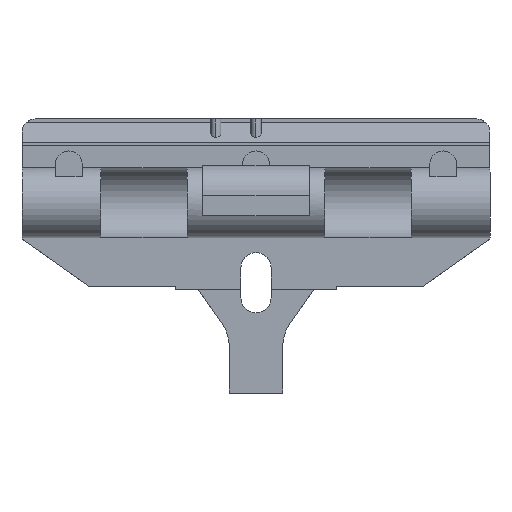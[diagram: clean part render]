
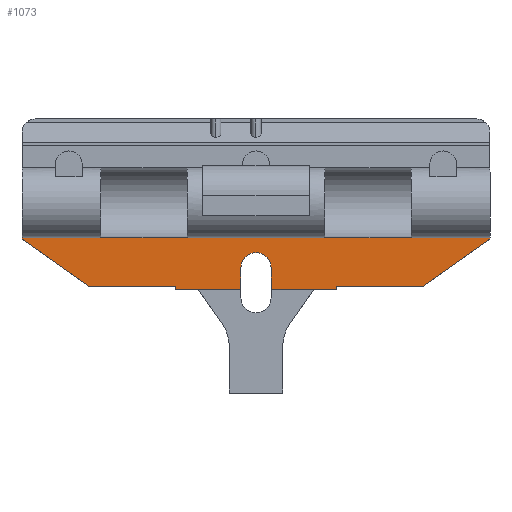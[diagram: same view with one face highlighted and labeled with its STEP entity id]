
A CAD part, top view. The second image highlights one B-rep face of the part: STEP entity #1073.
In plain terms, the highlighted planar face has unit normal (0, 0, 1).
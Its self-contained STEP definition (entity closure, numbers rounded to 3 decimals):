
#8 = CARTESIAN_POINT ( 'NONE',  ( 0., 0., 6. ) ) ;
#41 = LINE ( 'NONE', #289, #928 ) ;
#48 = EDGE_LOOP ( 'NONE', ( #1709, #2040, #2581, #2644, #1126, #991, #1383, #304, #1266, #2303, #1199, #2007, #336, #2458, #2775, #2123, #735, #2617 ) ) ;
#70 = EDGE_CURVE ( 'NONE', #2345, #1376, #1182, .T. ) ;
#94 = DIRECTION ( 'NONE',  ( 1., 0., 0. ) ) ;
#101 = VECTOR ( 'NONE', #2586, 1000. ) ;
#111 = VERTEX_POINT ( 'NONE', #332 ) ;
#129 = CARTESIAN_POINT ( 'NONE',  ( 12., -0.5, 6. ) ) ;
#144 = VECTOR ( 'NONE', #2285, 1000. ) ;
#156 = AXIS2_PLACEMENT_3D ( 'NONE', #886, #222, #712 ) ;
#201 = CARTESIAN_POINT ( 'NONE',  ( -10.25, 7.202, 6. ) ) ;
#218 = CARTESIAN_POINT ( 'NONE',  ( 12., -0.5, 6. ) ) ;
#221 = VECTOR ( 'NONE', #1222, 1000. ) ;
#222 = DIRECTION ( 'NONE',  ( 0., 0., 1. ) ) ;
#231 = VERTEX_POINT ( 'NONE', #201 ) ;
#265 = CARTESIAN_POINT ( 'NONE',  ( -35., 7.202, 6. ) ) ;
#267 = CARTESIAN_POINT ( 'NONE',  ( 2.25, 2.75, 6. ) ) ;
#285 = VERTEX_POINT ( 'NONE', #2148 ) ;
#289 = CARTESIAN_POINT ( 'NONE',  ( -53., 7.202, 6. ) ) ;
#304 = ORIENTED_EDGE ( 'NONE', *, *, #1789, .T. ) ;
#332 = CARTESIAN_POINT ( 'NONE',  ( 12., 0., 6. ) ) ;
#333 = CARTESIAN_POINT ( 'NONE',  ( 12., -0.5, 6. ) ) ;
#336 = ORIENTED_EDGE ( 'NONE', *, *, #2660, .F. ) ;
#369 = DIRECTION ( 'NONE',  ( -1., 0., 0. ) ) ;
#402 = EDGE_CURVE ( 'NONE', #285, #1365, #41, .T. ) ;
#427 = DIRECTION ( 'NONE',  ( -1., 0., 0. ) ) ;
#475 = CARTESIAN_POINT ( 'NONE',  ( -12., -0.5, 6. ) ) ;
#480 = FACE_OUTER_BOUND ( 'NONE', #48, .T. ) ;
#511 = CARTESIAN_POINT ( 'NONE',  ( 25., 0., 6. ) ) ;
#559 = VERTEX_POINT ( 'NONE', #581 ) ;
#577 = LINE ( 'NONE', #1017, #1749 ) ;
#581 = CARTESIAN_POINT ( 'NONE',  ( -23.25, 7.202, 6. ) ) ;
#589 = CARTESIAN_POINT ( 'NONE',  ( -35., 25., 6. ) ) ;
#622 = CARTESIAN_POINT ( 'NONE',  ( 2.25, -0.5, 6. ) ) ;
#632 = LINE ( 'NONE', #2126, #221 ) ;
#643 = CARTESIAN_POINT ( 'NONE',  ( -53., 7.202, 6. ) ) ;
#651 = LINE ( 'NONE', #2741, #1962 ) ;
#695 = VECTOR ( 'NONE', #2005, 1000. ) ;
#712 = DIRECTION ( 'NONE',  ( 1., 0., 0. ) ) ;
#735 = ORIENTED_EDGE ( 'NONE', *, *, #1771, .F. ) ;
#736 = CARTESIAN_POINT ( 'NONE',  ( -25., 0., 6. ) ) ;
#768 = VERTEX_POINT ( 'NONE', #475 ) ;
#798 = EDGE_CURVE ( 'NONE', #869, #1232, #1729, .T. ) ;
#801 = LINE ( 'NONE', #1860, #2459 ) ;
#825 = CARTESIAN_POINT ( 'NONE',  ( -53., 7.202, 6. ) ) ;
#843 = VERTEX_POINT ( 'NONE', #267 ) ;
#862 = CARTESIAN_POINT ( 'NONE',  ( 12., -0.5, 6. ) ) ;
#864 = EDGE_CURVE ( 'NONE', #2175, #1083, #1800, .T. ) ;
#869 = VERTEX_POINT ( 'NONE', #1033 ) ;
#880 = VECTOR ( 'NONE', #1435, 1000. ) ;
#886 = CARTESIAN_POINT ( 'NONE',  ( 0., 2.75, 6. ) ) ;
#901 = CARTESIAN_POINT ( 'NONE',  ( 10.25, 7.202, 6. ) ) ;
#922 = DIRECTION ( 'NONE',  ( 1., 0., 0. ) ) ;
#928 = VECTOR ( 'NONE', #1998, 1000. ) ;
#947 = LINE ( 'NONE', #862, #2364 ) ;
#991 = ORIENTED_EDGE ( 'NONE', *, *, #1411, .T. ) ;
#1017 = CARTESIAN_POINT ( 'NONE',  ( -12., -0.5, 6. ) ) ;
#1033 = CARTESIAN_POINT ( 'NONE',  ( -35., 7.002, 6. ) ) ;
#1036 = LINE ( 'NONE', #1695, #2136 ) ;
#1041 = DIRECTION ( 'NONE',  ( 0., 1., 0. ) ) ;
#1043 = VERTEX_POINT ( 'NONE', #1307 ) ;
#1073 = ADVANCED_FACE ( 'NONE', ( #480 ), #2603, .T. ) ;
#1083 = VERTEX_POINT ( 'NONE', #1759 ) ;
#1126 = ORIENTED_EDGE ( 'NONE', *, *, #2447, .T. ) ;
#1127 = DIRECTION ( 'NONE',  ( -1., 0., 0. ) ) ;
#1182 = LINE ( 'NONE', #129, #1384 ) ;
#1190 = CARTESIAN_POINT ( 'NONE',  ( -25., 0., 6. ) ) ;
#1199 = ORIENTED_EDGE ( 'NONE', *, *, #1938, .T. ) ;
#1222 = DIRECTION ( 'NONE',  ( 0., 1., 0. ) ) ;
#1232 = VERTEX_POINT ( 'NONE', #1190 ) ;
#1266 = ORIENTED_EDGE ( 'NONE', *, *, #402, .F. ) ;
#1307 = CARTESIAN_POINT ( 'NONE',  ( 10.25, 7.202, 6. ) ) ;
#1365 = VERTEX_POINT ( 'NONE', #1676 ) ;
#1369 = LINE ( 'NONE', #736, #1385 ) ;
#1376 = VERTEX_POINT ( 'NONE', #622 ) ;
#1383 = ORIENTED_EDGE ( 'NONE', *, *, #864, .T. ) ;
#1384 = VECTOR ( 'NONE', #369, 1000. ) ;
#1385 = VECTOR ( 'NONE', #94, 1000. ) ;
#1411 = EDGE_CURVE ( 'NONE', #111, #2175, #651, .T. ) ;
#1435 = DIRECTION ( 'NONE',  ( 0., 1., 0. ) ) ;
#1447 = LINE ( 'NONE', #2297, #880 ) ;
#1465 = DIRECTION ( 'NONE',  ( 1., 0., 0. ) ) ;
#1485 = LINE ( 'NONE', #825, #1495 ) ;
#1495 = VECTOR ( 'NONE', #2759, 1000. ) ;
#1558 = LINE ( 'NONE', #901, #2037 ) ;
#1563 = CARTESIAN_POINT ( 'NONE',  ( -2.25, 2.75, 6. ) ) ;
#1613 = DIRECTION ( 'NONE',  ( 0., 1., 0. ) ) ;
#1649 = DIRECTION ( 'NONE',  ( 1., 0., 0. ) ) ;
#1676 = CARTESIAN_POINT ( 'NONE',  ( 35., 7.202, 6. ) ) ;
#1695 = CARTESIAN_POINT ( 'NONE',  ( -2.25, -1.75, 6. ) ) ;
#1709 = ORIENTED_EDGE ( 'NONE', *, *, #2562, .F. ) ;
#1723 = DIRECTION ( 'NONE',  ( 1., 0., 0. ) ) ;
#1729 = LINE ( 'NONE', #1963, #101 ) ;
#1741 = EDGE_CURVE ( 'NONE', #1376, #843, #632, .T. ) ;
#1749 = VECTOR ( 'NONE', #1041, 1000. ) ;
#1759 = CARTESIAN_POINT ( 'NONE',  ( 35., 7.002, 6. ) ) ;
#1771 = EDGE_CURVE ( 'NONE', #768, #1778, #577, .T. ) ;
#1778 = VERTEX_POINT ( 'NONE', #2337 ) ;
#1789 = EDGE_CURVE ( 'NONE', #1083, #1365, #1447, .T. ) ;
#1800 = LINE ( 'NONE', #511, #695 ) ;
#1812 = VECTOR ( 'NONE', #1613, 1000. ) ;
#1822 = LINE ( 'NONE', #333, #1812 ) ;
#1860 = CARTESIAN_POINT ( 'NONE',  ( -53., 7.202, 6. ) ) ;
#1869 = EDGE_CURVE ( 'NONE', #843, #2763, #2395, .T. ) ;
#1901 = LINE ( 'NONE', #589, #144 ) ;
#1903 = VERTEX_POINT ( 'NONE', #265 ) ;
#1938 = EDGE_CURVE ( 'NONE', #1043, #231, #1558, .T. ) ;
#1962 = VECTOR ( 'NONE', #1465, 1000. ) ;
#1963 = CARTESIAN_POINT ( 'NONE',  ( -35., 7.002, 6. ) ) ;
#1998 = DIRECTION ( 'NONE',  ( 1., 0., 0. ) ) ;
#2003 = CARTESIAN_POINT ( 'NONE',  ( -2.25, -0.5, 6. ) ) ;
#2005 = DIRECTION ( 'NONE',  ( 0.819, 0.574, 0. ) ) ;
#2007 = ORIENTED_EDGE ( 'NONE', *, *, #2314, .F. ) ;
#2018 = VERTEX_POINT ( 'NONE', #2003 ) ;
#2037 = VECTOR ( 'NONE', #1127, 1000. ) ;
#2040 = ORIENTED_EDGE ( 'NONE', *, *, #1869, .F. ) ;
#2072 = EDGE_CURVE ( 'NONE', #1232, #1778, #1369, .T. ) ;
#2123 = ORIENTED_EDGE ( 'NONE', *, *, #2072, .T. ) ;
#2126 = CARTESIAN_POINT ( 'NONE',  ( 2.25, -1.75, 6. ) ) ;
#2136 = VECTOR ( 'NONE', #2745, 1000. ) ;
#2148 = CARTESIAN_POINT ( 'NONE',  ( 23.25, 7.202, 6. ) ) ;
#2151 = EDGE_CURVE ( 'NONE', #1043, #285, #1485, .T. ) ;
#2153 = LINE ( 'NONE', #643, #2569 ) ;
#2175 = VERTEX_POINT ( 'NONE', #2720 ) ;
#2176 = DIRECTION ( 'NONE',  ( 0., 0., 1. ) ) ;
#2196 = AXIS2_PLACEMENT_3D ( 'NONE', #8, #2176, #922 ) ;
#2242 = EDGE_CURVE ( 'NONE', #1903, #869, #1901, .T. ) ;
#2285 = DIRECTION ( 'NONE',  ( 0., -1., 0. ) ) ;
#2297 = CARTESIAN_POINT ( 'NONE',  ( 35., 7.002, 6. ) ) ;
#2303 = ORIENTED_EDGE ( 'NONE', *, *, #2151, .F. ) ;
#2314 = EDGE_CURVE ( 'NONE', #559, #231, #2153, .T. ) ;
#2337 = CARTESIAN_POINT ( 'NONE',  ( -12., 0., 6. ) ) ;
#2345 = VERTEX_POINT ( 'NONE', #218 ) ;
#2364 = VECTOR ( 'NONE', #427, 1000. ) ;
#2395 = CIRCLE ( 'NONE', #156, 2.25 ) ;
#2447 = EDGE_CURVE ( 'NONE', #2345, #111, #1822, .T. ) ;
#2458 = ORIENTED_EDGE ( 'NONE', *, *, #2242, .T. ) ;
#2459 = VECTOR ( 'NONE', #1649, 1000. ) ;
#2562 = EDGE_CURVE ( 'NONE', #2763, #2018, #1036, .T. ) ;
#2569 = VECTOR ( 'NONE', #1723, 1000. ) ;
#2581 = ORIENTED_EDGE ( 'NONE', *, *, #1741, .F. ) ;
#2586 = DIRECTION ( 'NONE',  ( 0.819, -0.574, 0. ) ) ;
#2603 = PLANE ( 'NONE',  #2196 ) ;
#2617 = ORIENTED_EDGE ( 'NONE', *, *, #2735, .F. ) ;
#2644 = ORIENTED_EDGE ( 'NONE', *, *, #70, .F. ) ;
#2660 = EDGE_CURVE ( 'NONE', #1903, #559, #801, .T. ) ;
#2720 = CARTESIAN_POINT ( 'NONE',  ( 25., 0., 6. ) ) ;
#2735 = EDGE_CURVE ( 'NONE', #2018, #768, #947, .T. ) ;
#2741 = CARTESIAN_POINT ( 'NONE',  ( -25., 0., 6. ) ) ;
#2745 = DIRECTION ( 'NONE',  ( 0., -1., 0. ) ) ;
#2759 = DIRECTION ( 'NONE',  ( 1., 0., 0. ) ) ;
#2763 = VERTEX_POINT ( 'NONE', #1563 ) ;
#2775 = ORIENTED_EDGE ( 'NONE', *, *, #798, .T. ) ;
